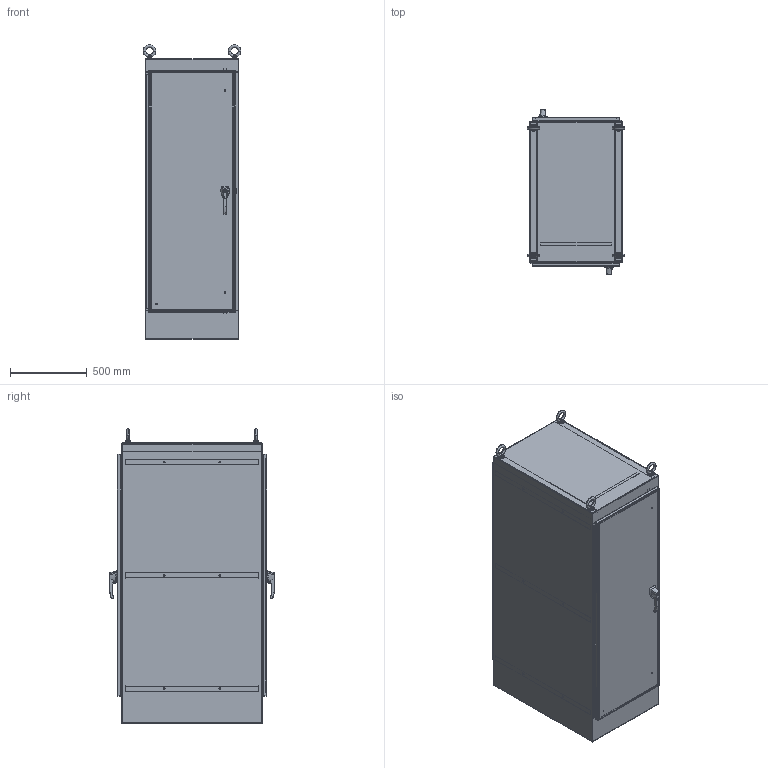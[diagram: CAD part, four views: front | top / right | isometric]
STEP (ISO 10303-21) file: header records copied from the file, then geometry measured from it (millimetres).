
FILE_DESCRIPTION (( 'STEP AP203' ), '1' );
FILE_NAME ('1418WD36_Default.step', '2019-11-03T00:37:11', ( '' ), ( '' ), 'SwSTEP 2.0', 'SolidWorks 2019', '' );
FILE_SCHEMA (( 'CONFIG_CONTROL_DESIGN' ));
Products named in the file (1): 1418WD36_Default
Bounding box: 638.01 x 1083.67 x 1923.11 mm (x, y, z)
Volume: 20966837.3 mm3; surface area: 17309090.2 mm2
Topology: 91 solids, 93 shells, 3188 faces, 8432 edges, 5440 vertices
Faces by surface type: cylinder 1476, plane 1386, cone 156, bspline 138, torus 32
Entity records: 122299 total; most frequent: CARTESIAN_POINT 42233, DIRECTION 16860, ORIENTED_EDGE 16808, EDGE_CURVE 8404, AXIS2_PLACEMENT_3D 6173, VERTEX_POINT 5440, VECTOR 4514, LINE 4514
